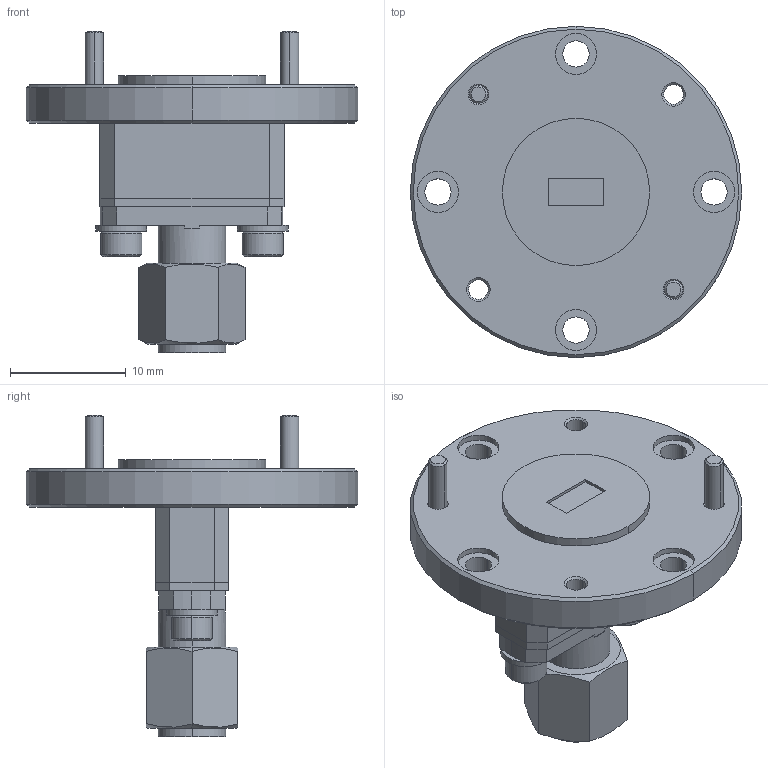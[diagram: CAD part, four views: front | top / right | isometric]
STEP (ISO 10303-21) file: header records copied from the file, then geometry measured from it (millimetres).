
FILE_DESCRIPTION (( 'STEP AP203' ), '1' );
FILE_NAME ('WC-UE, Male.STEP', '2022-10-06T17:20:55', ( '' ), ( '' ), 'SwSTEP 2.0', 'SolidWorks 2021', '' );
FILE_SCHEMA (( 'CONFIG_CONTROL_DESIGN' ));
Length unit declared in the file: inch
Products named in the file (1): WC-UE, Male
Bounding box: 28.57 x 28.57 x 27.77 mm (x, y, z)
Volume: 3498.8 mm3; surface area: 3019.5 mm2
Topology: 9 solids, 9 shells, 183 faces, 397 edges, 246 vertices
Faces by surface type: plane 84, cylinder 53, cone 46
Entity records: 5174 total; most frequent: CARTESIAN_POINT 1017, DIRECTION 883, ORIENTED_EDGE 794, EDGE_CURVE 397, AXIS2_PLACEMENT_3D 334, VERTEX_POINT 246, LINE 215, VECTOR 215
